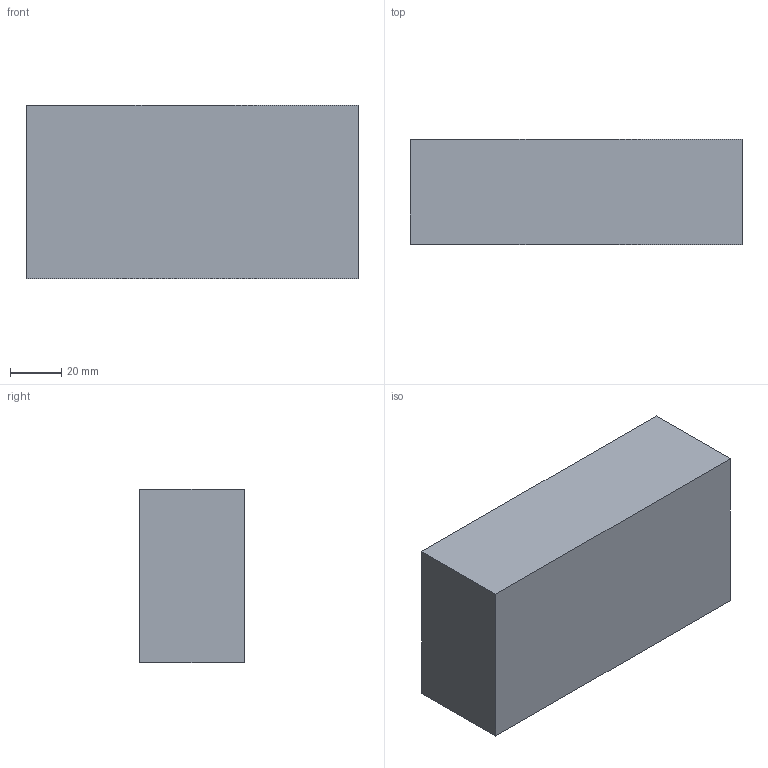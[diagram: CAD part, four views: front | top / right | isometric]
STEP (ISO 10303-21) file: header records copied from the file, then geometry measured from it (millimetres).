
FILE_DESCRIPTION (( 'STEP AP214' ), '1' );
FILE_NAME ('G1022B_top.STEP', '2014-12-03T15:11:14', ( 'Windows User' ), ( '' ), 'SwSTEP 2.0', 'SolidWorks 2015', '' );
FILE_SCHEMA (( 'AUTOMOTIVE_DESIGN' ));
Length unit declared in the file: millimetre
Products named in the file (1): G1022B_top
Bounding box: 130 x 41 x 68 mm (x, y, z)
Volume: 55782.6 mm3; surface area: 50595.7 mm2
Topology: 1 solids, 1 shells, 71 faces, 192 edges, 128 vertices
Faces by surface type: plane 63, cylinder 8
Entity records: 2236 total; most frequent: CARTESIAN_POINT 392, ORIENTED_EDGE 384, DIRECTION 352, EDGE_CURVE 192, LINE 176, VECTOR 176, VERTEX_POINT 128, AXIS2_PLACEMENT_3D 88
